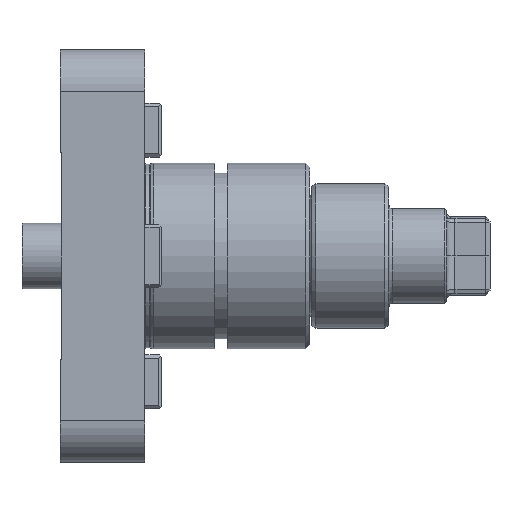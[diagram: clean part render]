
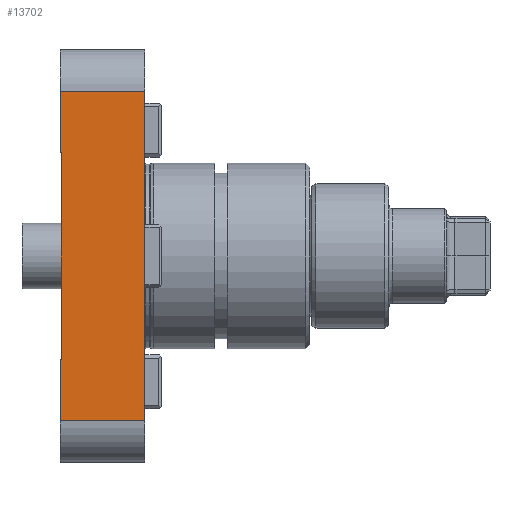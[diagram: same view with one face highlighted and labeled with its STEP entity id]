
A CAD part, left-side view. The second image highlights one B-rep face of the part: STEP entity #13702.
In plain terms, the highlighted planar face has unit normal (-1, 0, 0).
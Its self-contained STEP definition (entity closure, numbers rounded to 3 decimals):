
#205 = CARTESIAN_POINT ( 'NONE',  ( -70., -60.5, -110.803 ) ) ;
#250 = VECTOR ( 'NONE', #11726, 1000. ) ;
#299 = EDGE_CURVE ( 'NONE', #15550, #14545, #16444, .T. ) ;
#901 = CARTESIAN_POINT ( 'NONE',  ( -70., 0., -40. ) ) ;
#923 = ORIENTED_EDGE ( 'NONE', *, *, #20909, .T. ) ;
#1124 = CARTESIAN_POINT ( 'NONE',  ( -70., 0., 40. ) ) ;
#1343 = DIRECTION ( 'NONE',  ( 0., 0., -1. ) ) ;
#1499 = DIRECTION ( 'NONE',  ( 0., 0., -1. ) ) ;
#1896 = FACE_OUTER_BOUND ( 'NONE', #15442, .T. ) ;
#1908 = CARTESIAN_POINT ( 'NONE',  ( -70., -20.5, 0. ) ) ;
#3334 = DIRECTION ( 'NONE',  ( 0., 1., 0. ) ) ;
#3388 = CARTESIAN_POINT ( 'NONE',  ( -70., -0.2, 25. ) ) ;
#3604 = DIRECTION ( 'NONE',  ( 0., 0., -1. ) ) ;
#3654 = EDGE_CURVE ( 'NONE', #14545, #10812, #20659, .T. ) ;
#3677 = VERTEX_POINT ( 'NONE', #11359 ) ;
#4502 = CARTESIAN_POINT ( 'NONE',  ( -70., -20.5, 40. ) ) ;
#4814 = ORIENTED_EDGE ( 'NONE', *, *, #23697, .T. ) ;
#4835 = VERTEX_POINT ( 'NONE', #1124 ) ;
#5205 = ORIENTED_EDGE ( 'NONE', *, *, #14365, .T. ) ;
#5355 = DIRECTION ( 'NONE',  ( 1., 0., 0. ) ) ;
#5409 = CARTESIAN_POINT ( 'NONE',  ( -70., -0.2, -110.803 ) ) ;
#6011 = AXIS2_PLACEMENT_3D ( 'NONE', #205, #5355, #3604 ) ;
#6392 = LINE ( 'NONE', #17580, #250 ) ;
#7110 = DIRECTION ( 'NONE',  ( 0., 0., 1. ) ) ;
#7343 = ORIENTED_EDGE ( 'NONE', *, *, #11878, .T. ) ;
#7551 = VECTOR ( 'NONE', #1343, 1000. ) ;
#8222 = LINE ( 'NONE', #15600, #20338 ) ;
#8286 = CARTESIAN_POINT ( 'NONE',  ( -70., 0., 25. ) ) ;
#9136 = EDGE_CURVE ( 'NONE', #17440, #12770, #8222, .T. ) ;
#9865 = VERTEX_POINT ( 'NONE', #4502 ) ;
#10812 = VERTEX_POINT ( 'NONE', #8286 ) ;
#11307 = DIRECTION ( 'NONE',  ( 0., 0., 1. ) ) ;
#11317 = LINE ( 'NONE', #18605, #14897 ) ;
#11359 = CARTESIAN_POINT ( 'NONE',  ( -70., 0., -25. ) ) ;
#11726 = DIRECTION ( 'NONE',  ( 0., 1., 0. ) ) ;
#11878 = EDGE_CURVE ( 'NONE', #12770, #9865, #18486, .T. ) ;
#11911 = VECTOR ( 'NONE', #7110, 1000. ) ;
#12770 = VERTEX_POINT ( 'NONE', #19939 ) ;
#13702 = ADVANCED_FACE ( 'Defeature completata1_43', ( #1896 ), #21909, .F. ) ;
#13783 = DIRECTION ( 'NONE',  ( 0., -1., 0. ) ) ;
#14051 = CARTESIAN_POINT ( 'NONE',  ( -70., 0., 0. ) ) ;
#14365 = EDGE_CURVE ( 'NONE', #15550, #3677, #6392, .T. ) ;
#14545 = VERTEX_POINT ( 'NONE', #3388 ) ;
#14687 = CARTESIAN_POINT ( 'NONE',  ( -70., -0.2, -25. ) ) ;
#14696 = DIRECTION ( 'NONE',  ( 0., 1., 0. ) ) ;
#14755 = VECTOR ( 'NONE', #3334, 1000. ) ;
#14897 = VECTOR ( 'NONE', #14696, 1000. ) ;
#15442 = EDGE_LOOP ( 'NONE', ( #22889, #22107, #5205, #4814, #21560, #7343, #923, #18632 ) ) ;
#15550 = VERTEX_POINT ( 'NONE', #14687 ) ;
#15600 = CARTESIAN_POINT ( 'NONE',  ( -70., -60.5, -40. ) ) ;
#15897 = EDGE_CURVE ( 'NONE', #4835, #10812, #18067, .T. ) ;
#16444 = LINE ( 'NONE', #5409, #11911 ) ;
#17440 = VERTEX_POINT ( 'NONE', #901 ) ;
#17580 = CARTESIAN_POINT ( 'NONE',  ( -70., -0.2, -25. ) ) ;
#17914 = CARTESIAN_POINT ( 'NONE',  ( -70., 0., 0. ) ) ;
#18020 = LINE ( 'NONE', #17914, #7551 ) ;
#18067 = LINE ( 'NONE', #14051, #20450 ) ;
#18486 = LINE ( 'NONE', #1908, #22766 ) ;
#18605 = CARTESIAN_POINT ( 'NONE',  ( -70., -60.5, 40. ) ) ;
#18632 = ORIENTED_EDGE ( 'NONE', *, *, #15897, .T. ) ;
#18657 = CARTESIAN_POINT ( 'NONE',  ( -70., -0.2, 25. ) ) ;
#19939 = CARTESIAN_POINT ( 'NONE',  ( -70., -20.5, -40. ) ) ;
#20338 = VECTOR ( 'NONE', #13783, 1000. ) ;
#20450 = VECTOR ( 'NONE', #1499, 1000. ) ;
#20659 = LINE ( 'NONE', #18657, #14755 ) ;
#20909 = EDGE_CURVE ( 'NONE', #9865, #4835, #11317, .T. ) ;
#21560 = ORIENTED_EDGE ( 'NONE', *, *, #9136, .T. ) ;
#21909 = PLANE ( 'NONE',  #6011 ) ;
#22107 = ORIENTED_EDGE ( 'NONE', *, *, #299, .F. ) ;
#22766 = VECTOR ( 'NONE', #11307, 1000. ) ;
#22889 = ORIENTED_EDGE ( 'NONE', *, *, #3654, .F. ) ;
#23697 = EDGE_CURVE ( 'NONE', #3677, #17440, #18020, .T. ) ;
